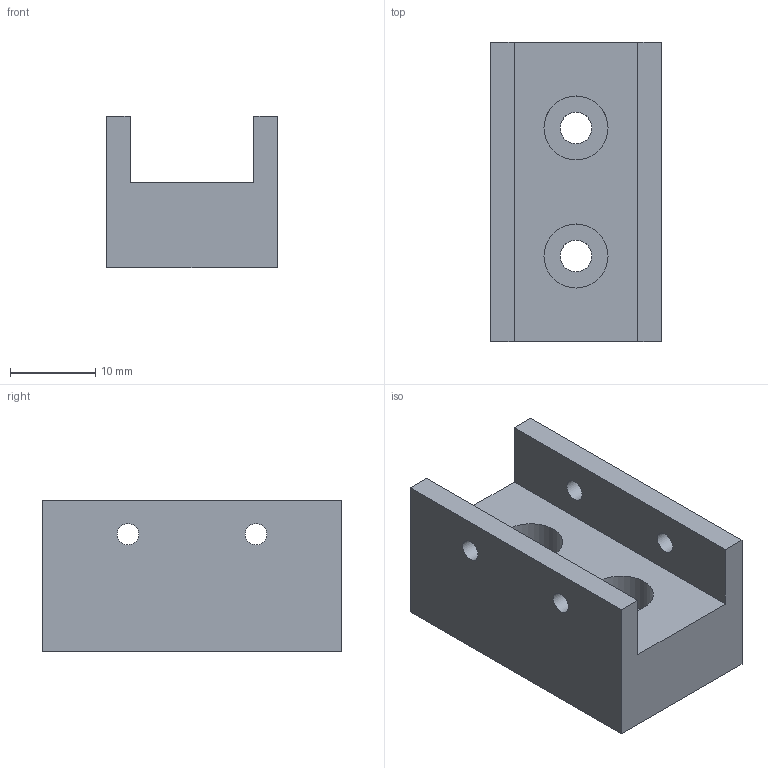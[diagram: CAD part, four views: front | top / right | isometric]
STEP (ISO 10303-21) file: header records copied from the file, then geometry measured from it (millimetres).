
FILE_DESCRIPTION(/* description */ ('STEP AP242','CAx-IF Rec.Pracs.---Representation and Presentation of Product Manufacturing Information (PMI)---4.0---2014-10-13','CAx-IF Rec.Pracs.---3D Tessellated Geometry---0.4---2014-09-14','2;1'),/* implementation_level */ '2;1');
FILE_NAME(/* name */ '65807515a7da423e317c4eeb',/* time_stamp */ '2023-12-18T16:36:38Z',/* author */ (''),/* organization */ (''),/* preprocessor_version */ 'ST-DEVELOPER v19.4',/* originating_system */ ' ',/* authorisation */ ' ');
FILE_SCHEMA (('AP242_MANAGED_MODEL_BASED_3D_ENGINEERING_MIM_LF { 1 0 10303 442 1 1 4 }'));
Length unit declared in the file: metre
Products named in the file (1): ?????
Bounding box: 20 x 35 x 17.8 mm (x, y, z)
Volume: 7951.7 mm3; surface area: 4014.7 mm2
Topology: 1 solids, 1 shells, 20 faces, 52 edges, 36 vertices
Faces by surface type: plane 12, cylinder 8
Full cylindrical faces by diameter (mm): 2.5 x4, 3.7 x2, 7.5 x2
Entity records: 594 total; most frequent: DIRECTION 98, CARTESIAN_POINT 93, ORIENTED_EDGE 80, EDGE_LOOP 42, FACE_BOUND 42, EDGE_CURVE 40, AXIS2_PLACEMENT_3D 37, VERTEX_POINT 32
